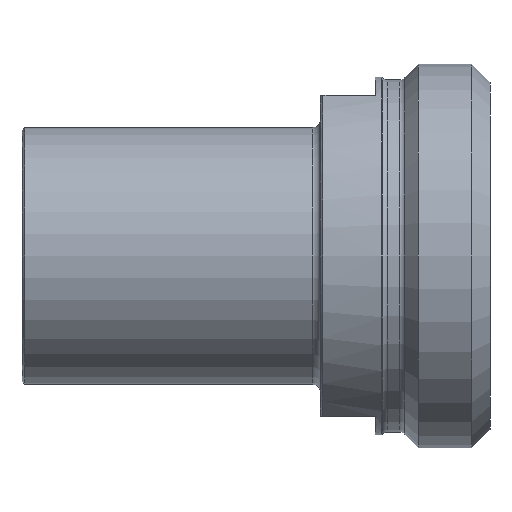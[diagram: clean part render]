
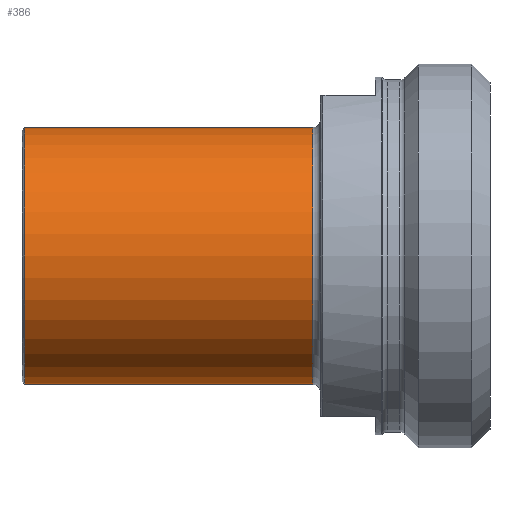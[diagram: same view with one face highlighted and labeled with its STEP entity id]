
A CAD part, front view. The second image highlights one B-rep face of the part: STEP entity #386.
In plain terms, the highlighted cylindrical face has radius 14 mm (diameter 28 mm), a full revolution.
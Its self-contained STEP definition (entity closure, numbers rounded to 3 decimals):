
#30=CYLINDRICAL_SURFACE('',#440,14.);
#45=FACE_OUTER_BOUND('',#68,.T.);
#68=EDGE_LOOP('',(#294,#295,#296,#297,#298,#299));
#96=LINE('',#676,#115);
#115=VECTOR('',#529,14.);
#132=CIRCLE('',#436,14.);
#135=CIRCLE('',#439,14.);
#136=CIRCLE('',#441,14.);
#137=CIRCLE('',#442,14.);
#174=VERTEX_POINT('',#667);
#175=VERTEX_POINT('',#668);
#177=VERTEX_POINT('',#675);
#178=VERTEX_POINT('',#677);
#218=EDGE_CURVE('',#174,#175,#132,.T.);
#221=EDGE_CURVE('',#175,#174,#135,.T.);
#222=EDGE_CURVE('',#174,#177,#96,.T.);
#223=EDGE_CURVE('',#178,#177,#136,.T.);
#224=EDGE_CURVE('',#177,#178,#137,.T.);
#294=ORIENTED_EDGE('',*,*,#218,.F.);
#295=ORIENTED_EDGE('',*,*,#222,.T.);
#296=ORIENTED_EDGE('',*,*,#223,.F.);
#297=ORIENTED_EDGE('',*,*,#224,.F.);
#298=ORIENTED_EDGE('',*,*,#222,.F.);
#299=ORIENTED_EDGE('',*,*,#221,.F.);
#386=ADVANCED_FACE('',(#45),#30,.T.);
#436=AXIS2_PLACEMENT_3D('',#669,#519,#520);
#439=AXIS2_PLACEMENT_3D('',#673,#525,#526);
#440=AXIS2_PLACEMENT_3D('',#674,#527,#528);
#441=AXIS2_PLACEMENT_3D('',#678,#530,#531);
#442=AXIS2_PLACEMENT_3D('',#679,#532,#533);
#519=DIRECTION('center_axis',(1.,0.,0.));
#520=DIRECTION('ref_axis',(0.,-1.,0.));
#525=DIRECTION('center_axis',(1.,0.,0.));
#526=DIRECTION('ref_axis',(0.,-1.,0.));
#527=DIRECTION('center_axis',(1.,0.,0.));
#528=DIRECTION('ref_axis',(0.,1.,0.));
#529=DIRECTION('',(-1.,0.,0.));
#530=DIRECTION('center_axis',(-1.,0.,0.));
#531=DIRECTION('ref_axis',(0.,-1.,0.));
#532=DIRECTION('center_axis',(-1.,0.,0.));
#533=DIRECTION('ref_axis',(0.,-1.,0.));
#667=CARTESIAN_POINT('',(-19.3,-14.,0.));
#668=CARTESIAN_POINT('',(-19.3,0.,14.));
#669=CARTESIAN_POINT('Origin',(-19.3,0.,0.));
#673=CARTESIAN_POINT('Origin',(-19.3,0.,0.));
#674=CARTESIAN_POINT('Origin',(-34.75,0.,0.));
#675=CARTESIAN_POINT('',(-50.7,-14.,0.));
#676=CARTESIAN_POINT('',(-34.75,-14.,0.));
#677=CARTESIAN_POINT('',(-50.7,14.,0.));
#678=CARTESIAN_POINT('Origin',(-50.7,0.,0.));
#679=CARTESIAN_POINT('Origin',(-50.7,0.,0.));
